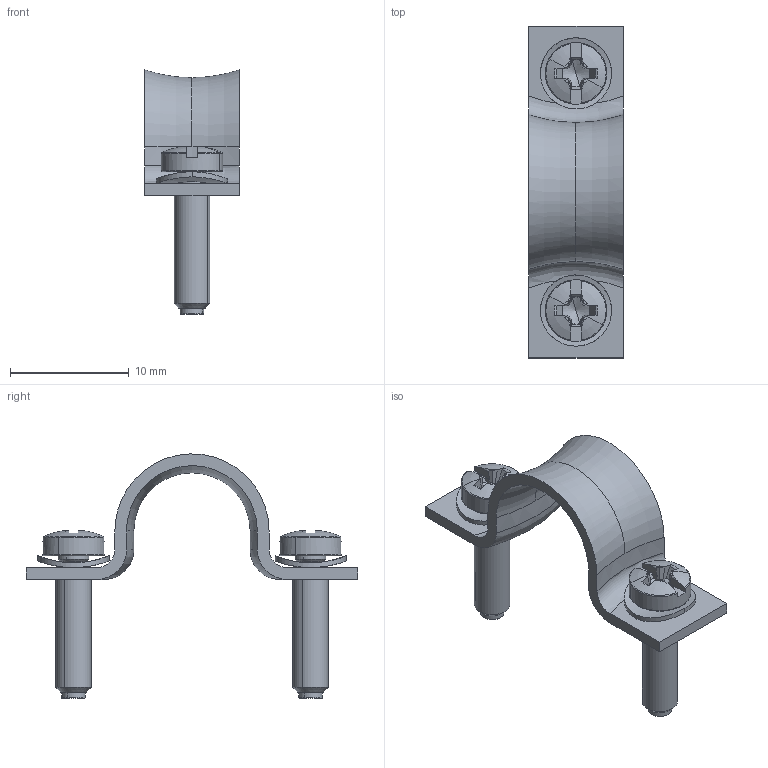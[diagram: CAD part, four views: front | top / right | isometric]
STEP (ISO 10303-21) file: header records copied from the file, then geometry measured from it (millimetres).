
FILE_DESCRIPTION(('CATIA V5 STEP Exchange','CAx-IF Rec.Pracs.--- Model Styling and Organization---1.4--- 2014-01-23'),'2;1');
FILE_NAME ('026256-2_1', '2019-06-24T09:54:48+00:00', ('none'), ('Weidmueller'), 'CATIA Version 5-6 Release 2016 SP3 HF44', 'CATIA V5 STEP AP214', 'none');
FILE_SCHEMA(('AUTOMOTIVE_DESIGN { 1 0 10303 214 1 1 1 1 }'));
Length unit declared in the file: millimetre
Products named in the file (1): 1912250000
Bounding box: 8 x 28 x 20.6 mm (x, y, z)
Volume: 526.3 mm3; surface area: 1207.6 mm2
Topology: 5 solids, 5 shells, 230 faces, 594 edges, 374 vertices
Faces by surface type: plane 110, cylinder 56, torus 40, cone 16, sphere 8
Entity records: 7008 total; most frequent: CARTESIAN_POINT 2081, ORIENTED_EDGE 1180, DIRECTION 719, EDGE_CURVE 590, VERTEX_POINT 374, AXIS2_PLACEMENT_3D 310, VECTOR 272, LINE 272
